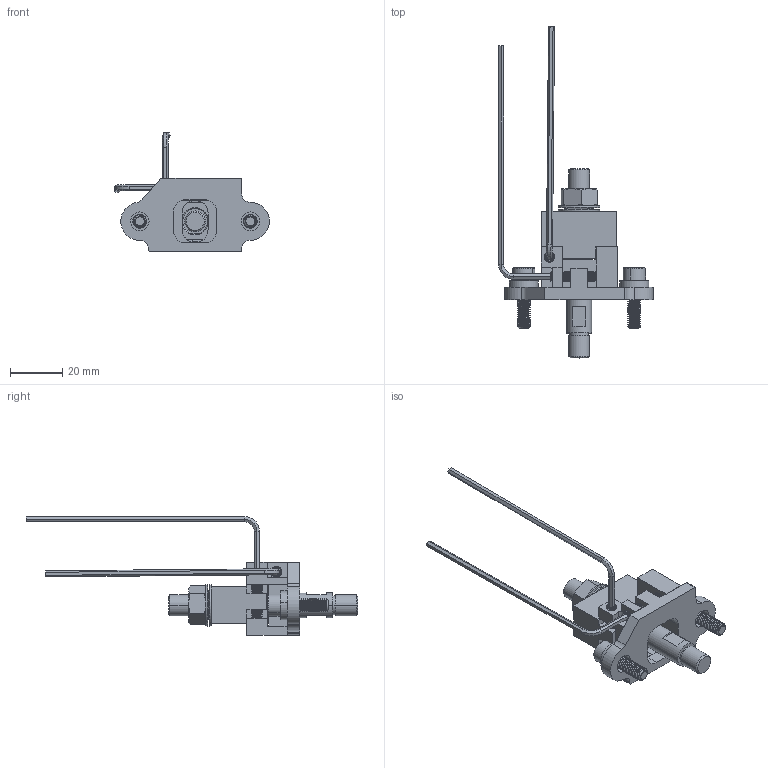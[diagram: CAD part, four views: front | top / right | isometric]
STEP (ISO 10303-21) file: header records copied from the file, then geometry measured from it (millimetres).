
FILE_DESCRIPTION (( 'STEP AP203' ), '1' );
FILE_NAME ('1157545 (Precision XY Mount).STEP', '2020-03-18T17:49:02', ( '' ), ( '' ), 'SwSTEP 2.0', 'SolidWorks 2020', '' );
FILE_SCHEMA (( 'CONFIG_CONTROL_DESIGN' ));
Products named in the file (1): 1157545 (Precision XY Mount)
Bounding box: 59.04 x 126.53 x 45.2 mm (x, y, z)
Volume: 23353.5 mm3; surface area: 18456.5 mm2
Topology: 17 solids, 17 shells, 739 faces, 1938 edges, 1235 vertices
Faces by surface type: cylinder 409, plane 179, cone 125, bspline 18, torus 8
Entity records: 41577 total; most frequent: CARTESIAN_POINT 25369, ORIENTED_EDGE 3864, DIRECTION 2904, EDGE_CURVE 1932, VERTEX_POINT 1235, AXIS2_PLACEMENT_3D 1046, VECTOR 812, LINE 812
